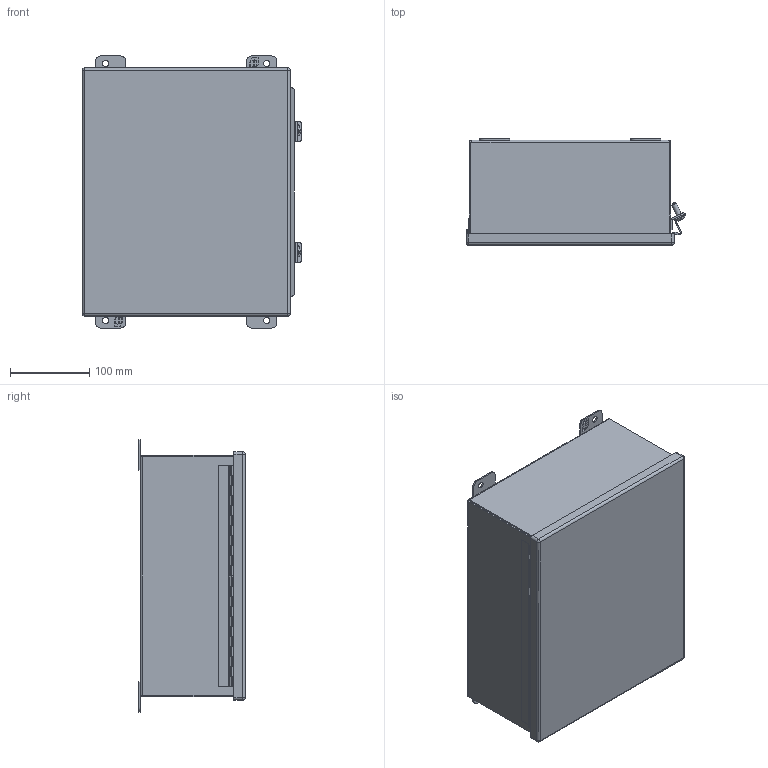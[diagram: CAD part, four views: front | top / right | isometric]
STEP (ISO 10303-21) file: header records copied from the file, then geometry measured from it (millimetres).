
FILE_DESCRIPTION (( 'STEP AP214' ), '1' );
FILE_NAME ('1414N4PHSSK.STEP', '2019-09-18T12:31:35', ( '' ), ( '' ), 'SwSTEP 2.0', 'SolidWorks 2018', '' );
FILE_SCHEMA (( 'AUTOMOTIVE_DESIGN' ));
Length unit declared in the file: inch
Products named in the file (1): 1414N4PHSSK
Bounding box: 276.93 x 133.83 x 342.9 mm (x, y, z)
Volume: 791179.1 mm3; surface area: 874823 mm2
Topology: 21 solids, 22 shells, 724 faces, 1874 edges, 1194 vertices
Faces by surface type: plane 464, cylinder 196, cone 30, bspline 26, sphere 8
Full cylindrical faces by diameter (mm): 1.143 x1, 3.967 x4, 4.826 x2, 5.41 x2, 6.35 x4, 6.731 x4, 7.937 x2, 7.938 x2, 9.525 x4, 12.192 x2
Entity records: 32424 total; most frequent: CARTESIAN_POINT 5904, ORIENTED_EDGE 3602, DIRECTION 3501, EDGE_CURVE 1801, VECTOR 1331, LINE 1331, VERTEX_POINT 1180, AXIS2_PLACEMENT_3D 1085
